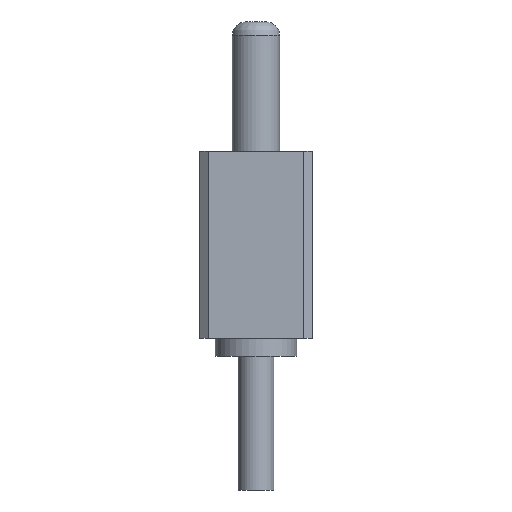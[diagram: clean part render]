
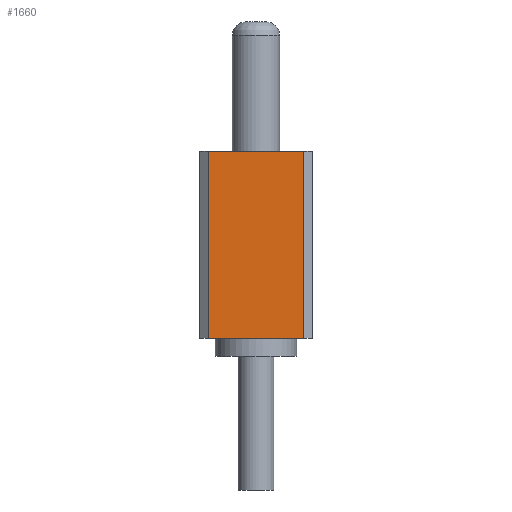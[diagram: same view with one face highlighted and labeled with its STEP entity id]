
A CAD part, left-side view. The second image highlights one B-rep face of the part: STEP entity #1660.
In plain terms, the highlighted planar face has unit normal (-1, 0, 0).
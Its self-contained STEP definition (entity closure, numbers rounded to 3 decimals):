
#50=PLANE('',#1818);
#152=FACE_OUTER_BOUND('',#254,.T.);
#254=EDGE_LOOP('',(#1270,#1271,#1272,#1273));
#386=LINE('',#2754,#560);
#387=LINE('',#2756,#561);
#388=LINE('',#2758,#562);
#389=LINE('',#2759,#563);
#560=VECTOR('',#2122,1000.);
#561=VECTOR('',#2123,1000.);
#562=VECTOR('',#2124,1000.);
#563=VECTOR('',#2125,1000.);
#818=VERTEX_POINT('',#2752);
#819=VERTEX_POINT('',#2753);
#820=VERTEX_POINT('',#2755);
#821=VERTEX_POINT('',#2757);
#994=EDGE_CURVE('',#818,#819,#386,.T.);
#995=EDGE_CURVE('',#818,#820,#387,.T.);
#996=EDGE_CURVE('',#821,#820,#388,.T.);
#997=EDGE_CURVE('',#821,#819,#389,.T.);
#1270=ORIENTED_EDGE('',*,*,#994,.F.);
#1271=ORIENTED_EDGE('',*,*,#995,.T.);
#1272=ORIENTED_EDGE('',*,*,#996,.F.);
#1273=ORIENTED_EDGE('',*,*,#997,.T.);
#1660=ADVANCED_FACE('',(#152),#50,.F.);
#1818=AXIS2_PLACEMENT_3D('',#2751,#2120,#2121);
#2120=DIRECTION('center_axis',(1.,0.,0.));
#2121=DIRECTION('ref_axis',(0.,0.,-1.));
#2122=DIRECTION('',(0.,1.,0.));
#2123=DIRECTION('',(0.,0.,1.));
#2124=DIRECTION('',(0.,-1.,0.));
#2125=DIRECTION('',(0.,0.,-1.));
#2751=CARTESIAN_POINT('Origin',(-7.62,-1.27,6.));
#2752=CARTESIAN_POINT('',(-7.62,-1.069,0.4));
#2753=CARTESIAN_POINT('',(-7.62,1.069,0.4));
#2754=CARTESIAN_POINT('',(-7.62,-1.27,0.4));
#2755=CARTESIAN_POINT('',(-7.62,-1.069,4.6));
#2756=CARTESIAN_POINT('',(-7.62,-1.069,6.));
#2757=CARTESIAN_POINT('',(-7.62,1.069,4.6));
#2758=CARTESIAN_POINT('',(-7.62,-1.27,4.6));
#2759=CARTESIAN_POINT('',(-7.62,1.069,6.));
